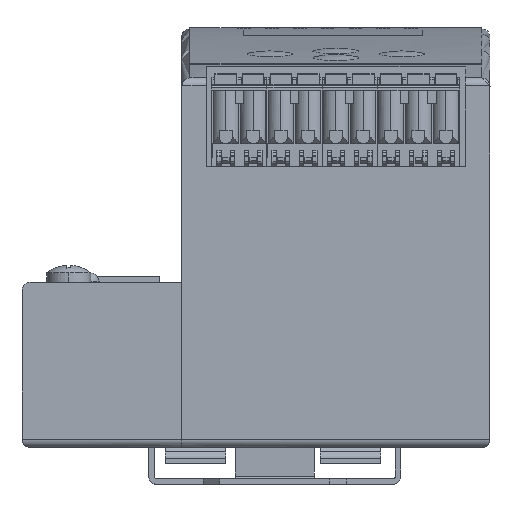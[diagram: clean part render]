
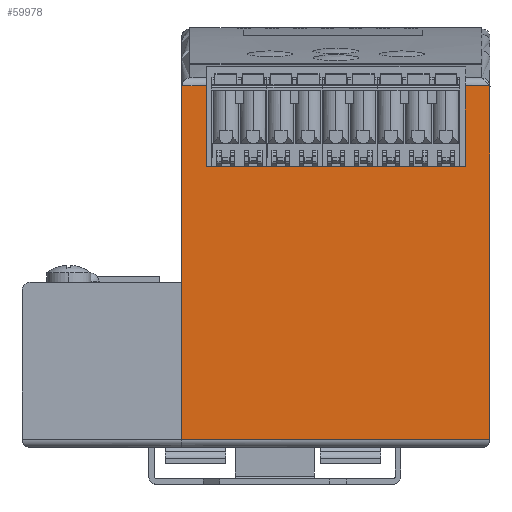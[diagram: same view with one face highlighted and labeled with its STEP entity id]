
A CAD part, front view. The second image highlights one B-rep face of the part: STEP entity #59978.
In plain terms, the highlighted planar face has unit normal (0, -1, 0).
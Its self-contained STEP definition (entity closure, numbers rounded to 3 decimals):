
#59274=CARTESIAN_POINT('',(28.,-60.5,1.5));
#59295=DIRECTION('',(0.,0.,
-1.));
#59296=VECTOR('',#59295,63.983);
#59297=CARTESIAN_POINT('',(28.001,-60.5,65.483));
#59298=LINE('',#59297,#59296);
#59358=DIRECTION('',(1.,0.,0.));
#59359=VECTOR('',#59358,4.486);
#59360=CARTESIAN_POINT('',(-27.986,-60.5,
65.709));
#59361=LINE('',#59360,#59359);
#59415=DIRECTION('',(0.,0.,-1.));
#59416=VECTOR('',#59415,14.709);
#59417=CARTESIAN_POINT('',(-23.5,-60.5,65.709));
#59418=LINE('',#59417,#59416);
#59444=DIRECTION('',(0.,0.,1.));
#59445=VECTOR('',#59444,14.709);
#59446=CARTESIAN_POINT('',(23.5,-60.5,51.));
#59447=LINE('',#59446,#59445);
#59466=DIRECTION('',(1.,0.,0.));
#59467=VECTOR('',#59466,4.486);
#59468=CARTESIAN_POINT('',(23.5,-60.5,65.709));
#59469=LINE('',#59468,#59467);
#59473=CARTESIAN_POINT('',(28.001,-60.5,65.483));
#59474=CARTESIAN_POINT('',(28.001,-60.5,65.508));
#59475=CARTESIAN_POINT('',(28.01,-60.5,
65.559));
#59476=CARTESIAN_POINT('',(28.003,-60.5,
65.635));
#59477=CARTESIAN_POINT('',(27.99,-60.5,
65.684));
#59478=CARTESIAN_POINT('',(27.986,-60.5,
65.709));
#59483=CARTESIAN_POINT('',(-27.986,-60.5,
65.709));
#59484=CARTESIAN_POINT('',(-27.99,-60.5,
65.684));
#59485=CARTESIAN_POINT('',(-28.003,-60.5,
65.635));
#59486=CARTESIAN_POINT('',(-28.01,-60.5,
65.559));
#59487=CARTESIAN_POINT('',(-28.001,-60.5,65.508));
#59488=CARTESIAN_POINT('',(-28.001,-60.5,65.483));
#59493=DIRECTION('',(1.,0.,0.));
#59494=VECTOR('',#59493,47.);
#59495=CARTESIAN_POINT('',(-23.5,-60.5,51.));
#59496=LINE('',#59495,#59494);
#59500=DIRECTION('',(-1.,0.,0.));
#59501=VECTOR('',#59500,56.);
#59502=CARTESIAN_POINT('',(28.,-60.5,1.5));
#59503=LINE('',#59502,#59501);
#59522=DIRECTION('',(0.,0.,1.));
#59523=VECTOR('',#59522,63.983);
#59524=CARTESIAN_POINT('',(-28.,-60.5,1.5));
#59525=LINE('',#59524,#59523);
#59740=CARTESIAN_POINT('',(-28.,-60.5,65.483));
#59741=VERTEX_POINT('',#59740);
#59742=VERTEX_POINT('',#59483);
#59745=CARTESIAN_POINT('',(-23.5,-60.5,65.709));
#59747=VERTEX_POINT('',#59745);
#59748=CARTESIAN_POINT('',(23.5,-60.5,65.709));
#59750=VERTEX_POINT('',#59748);
#59752=CARTESIAN_POINT('',(27.986,-60.5,
65.709));
#59753=VERTEX_POINT('',#59752);
#59756=VERTEX_POINT('',#59473);
#59758=CARTESIAN_POINT('',(-28.,-60.5,1.5));
#59760=VERTEX_POINT('',#59758);
#59764=VERTEX_POINT('',#59274);
#59765=CARTESIAN_POINT('',(-23.5,-60.5,51.));
#59766=VERTEX_POINT('',#59765);
#59771=CARTESIAN_POINT('',(23.5,-60.5,51.));
#59772=VERTEX_POINT('',#59771);
#59957=CARTESIAN_POINT('',(-28.,-60.5,33.5));
#59958=DIRECTION('',(0.,-1.,0.));
#59959=DIRECTION('',(1.,0.,0.));
#59960=AXIS2_PLACEMENT_3D('',#59957,#59958,#59959);
#59961=PLANE('',#59960);
#59962=ORIENTED_EDGE('',*,*,#59887,.T.);
#59963=ORIENTED_EDGE('',*,*,#59908,.T.);
#59965=ORIENTED_EDGE('',*,*,#59964,.T.);
#59966=ORIENTED_EDGE('',*,*,#59934,.T.);
#59967=ORIENTED_EDGE('',*,*,#59952,.T.);
#59968=ORIENTED_EDGE('',*,*,#59848,.F.);
#59969=ORIENTED_EDGE('',*,*,#59833,.T.);
#59971=ORIENTED_EDGE('',*,*,#59970,.T.);
#59973=ORIENTED_EDGE('',*,*,#59972,.T.);
#59975=ORIENTED_EDGE('',*,*,#59974,.F.);
#59976=EDGE_LOOP('',(#59962,#59963,#59965,#59966,#59967,#59968,#59969,#59971,
#59973,#59975));
#59977=FACE_OUTER_BOUND('',#59976,.F.);
#59978=ADVANCED_FACE('',(#59977),#59961,.T.);
#59479=B_SPLINE_CURVE_WITH_KNOTS('',3,(#59473,#59474,#59475,#59476,#59477,
#59478),.UNSPECIFIED.,.F.,.F.,(4,1,1,4),(0.,0.333,
0.667,1.),.UNSPECIFIED.);
#59489=B_SPLINE_CURVE_WITH_KNOTS('',3,(#59483,#59484,#59485,#59486,#59487,
#59488),.UNSPECIFIED.,.F.,.F.,(4,1,1,4),(0.,0.333,
0.667,1.),.UNSPECIFIED.);
#59833=EDGE_CURVE('',#59756,#59764,#59298,.T.);
#59848=EDGE_CURVE('',#59756,#59753,#59479,.T.);
#59887=EDGE_CURVE('',#59742,#59747,#59361,.T.);
#59908=EDGE_CURVE('',#59747,#59766,#59418,.T.);
#59934=EDGE_CURVE('',#59772,#59750,#59447,.T.);
#59952=EDGE_CURVE('',#59750,#59753,#59469,.T.);
#59964=EDGE_CURVE('',#59766,#59772,#59496,.T.);
#59970=EDGE_CURVE('',#59764,#59760,#59503,.T.);
#59972=EDGE_CURVE('',#59760,#59741,#59525,.T.);
#59974=EDGE_CURVE('',#59742,#59741,#59489,.T.);
